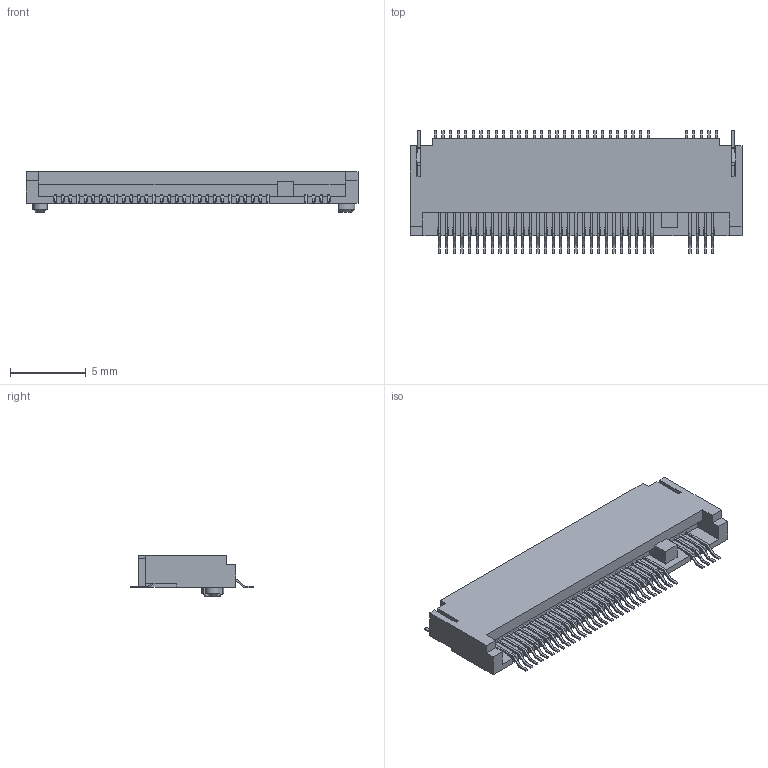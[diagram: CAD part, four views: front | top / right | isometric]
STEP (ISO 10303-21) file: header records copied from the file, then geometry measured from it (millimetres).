
FILE_DESCRIPTION(/* description */ ('STEP AP214'),/* implementation_level */ '2;1');
FILE_NAME(/* name */ 'APCI0146-P001A.step',/* time_stamp */ '2024-10-24T17:00:22+02:00',/* author */ (''),/* organization */ (''),/* preprocessor_version */ 'ST-DEVELOPER v20',/* originating_system */ 'Autodesk Translation Framework v13.20.0.188',/* authorisation */ '');
FILE_SCHEMA (('AUTOMOTIVE_DESIGN { 1 0 10303 214 3 1 1 }'));
Length unit declared in the file: millimetre
Products named in the file (1): CONN-SMD_APCI0146-P001A
Bounding box: 21.85 x 8.07 x 2.65 mm (x, y, z)
Volume: 214.7 mm3; surface area: 585.1 mm2
Topology: 70 solids, 70 shells, 1184 faces, 3116 edges, 2077 vertices
Faces by surface type: plane 972, cylinder 210, cone 2
Full cylindrical faces by diameter (mm): 0.95 x1
Entity records: 37328 total; most frequent: CARTESIAN_POINT 6382, ORIENTED_EDGE 6232, DIRECTION 5906, EDGE_CURVE 3116, LINE 2692, VECTOR 2692, VERTEX_POINT 2077, AXIS2_PLACEMENT_3D 1607
